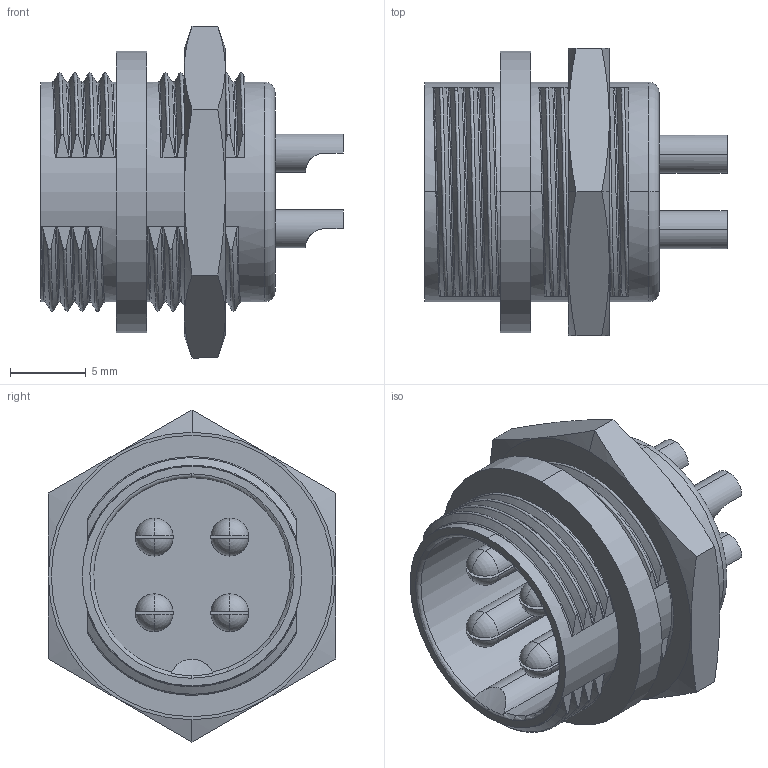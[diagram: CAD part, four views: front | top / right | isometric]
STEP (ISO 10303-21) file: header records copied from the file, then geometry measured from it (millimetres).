
FILE_DESCRIPTION(('STEP AP214'),'1');
FILE_NAME('GX-16 Connector 4 Pins.stp','2021-04-10T11:02:48',(' '),(' '),'Spatial InterOp 3D',' ',' ');
FILE_SCHEMA(('AUTOMOTIVE_DESIGN { 1 0 10303 214 1 1 1 1 }'));
Length unit declared in the file: metre
Products named in the file (6): GX-16 Connector 5 Pins; Body; Nut; Isolator; Pins; GX-16 Connector 4 Pins
Assembly tree (5 placements, depth 3):
  GX-16 Connector 4 Pins
    GX-16 Connector 5 Pins
      Body
      Nut
      Isolator
      Pins
Bounding box: 20 x 19 x 21.94 mm (x, y, z)
Volume: 2037.2 mm3; surface area: 3837.6 mm2
Topology: 7 solids, 7 shells, 277 faces, 693 edges, 423 vertices
Faces by surface type: bspline 108, plane 80, cylinder 42, sphere 24, cone 17, torus 6
Entity records: 33876 total; most frequent: CARTESIAN_POINT 28092, ORIENTED_EDGE 1370, DIRECTION 830, EDGE_CURVE 685, VERTEX_POINT 423, B_SPLINE_CURVE_WITH_KNOTS 346, AXIS2_PLACEMENT_3D 339, EDGE_LOOP 290
